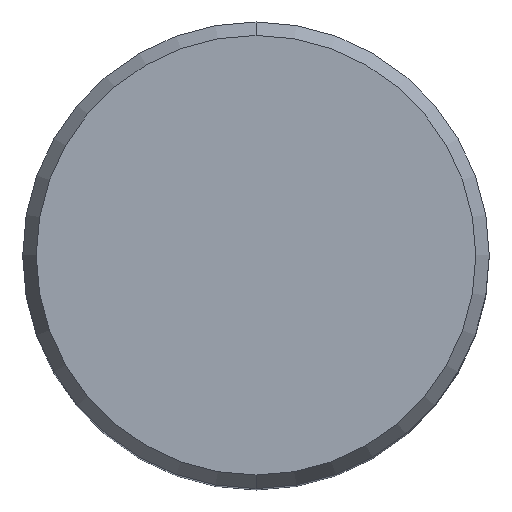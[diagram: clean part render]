
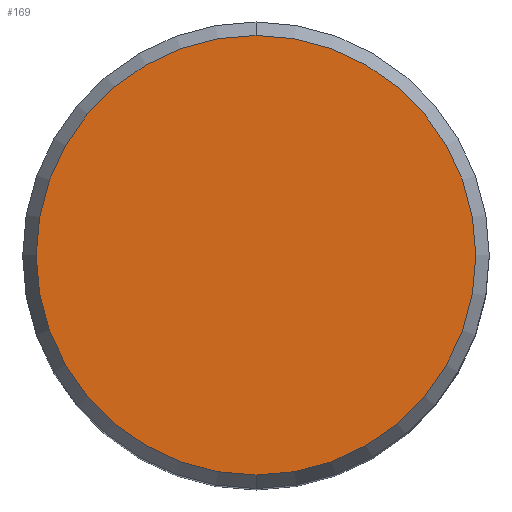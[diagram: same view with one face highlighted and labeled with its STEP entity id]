
A CAD part, top view. The second image highlights one B-rep face of the part: STEP entity #169.
In plain terms, the highlighted planar face has unit normal (0, 0, 1).
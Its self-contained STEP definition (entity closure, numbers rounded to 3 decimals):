
#121=VERTEX_POINT('',#274);
#153=VERTEX_POINT('',#311);
#159=EDGE_CURVE('',#153,#121,#317,.T.);
#163=EDGE_CURVE('',#121,#153,#321,.T.);
#169=ADVANCED_FACE('',(#327),#328,.T.);
#274=CARTESIAN_POINT('',(0.,-14.958,0.0));
#311=CARTESIAN_POINT('',(0.0,14.958,0.0));
#317=CIRCLE('',#497,14.958);
#321=CIRCLE('',#503,14.958);
#327=FACE_OUTER_BOUND('',#510,.T.);
#328=PLANE('',#511);
#497=AXIS2_PLACEMENT_3D('',#686,#687,#688);
#503=AXIS2_PLACEMENT_3D('',#692,#693,#694);
#510=EDGE_LOOP('',(#699,#700));
#511=AXIS2_PLACEMENT_3D('',#701,#702,#703);
#686=CARTESIAN_POINT('',(0.0,0.0,0.0));
#687=DIRECTION('',(0.0,0.0,-1.0));
#688=DIRECTION('',(0.0,1.0,0.0));
#692=CARTESIAN_POINT('',(0.0,0.0,0.0));
#693=DIRECTION('',(0.0,0.0,-1.0));
#694=DIRECTION('',(0.0,1.0,0.0));
#699=ORIENTED_EDGE('',*,*,#159,.F.);
#700=ORIENTED_EDGE('',*,*,#163,.F.);
#701=CARTESIAN_POINT('',(0.0,7.479,0.0));
#702=DIRECTION('',(-0.0,0.0,1.0));
#703=DIRECTION('',(0.0,-1.0,0.0));
